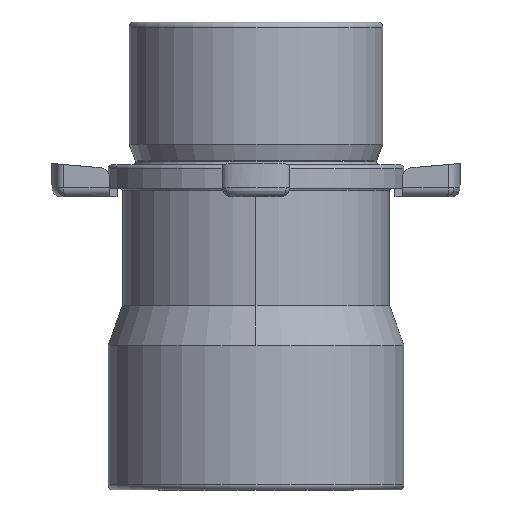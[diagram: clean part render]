
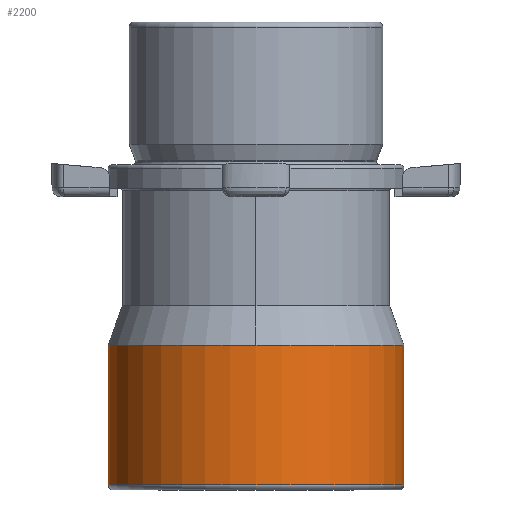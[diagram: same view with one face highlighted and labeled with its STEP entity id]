
A CAD part, left-side view. The second image highlights one B-rep face of the part: STEP entity #2200.
In plain terms, the highlighted cylindrical face has radius 31.492 mm (diameter 62.984 mm), a partial arc.
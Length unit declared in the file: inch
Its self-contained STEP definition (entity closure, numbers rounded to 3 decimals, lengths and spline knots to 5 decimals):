
#69 = VERTEX_POINT ( 'NONE', #6484 ) ;
#104 = EDGE_CURVE ( 'NONE', #5871, #488, #7644, .T. ) ;
#488 = VERTEX_POINT ( 'NONE', #1038 ) ;
#860 = DIRECTION ( 'NONE',  ( 0., -1., 0. ) ) ;
#911 = ORIENTED_EDGE ( 'NONE', *, *, #2545, .T. ) ;
#1038 = CARTESIAN_POINT ( 'NONE',  ( 0., 1.23985, -1.51183 ) ) ;
#1350 = CARTESIAN_POINT ( 'NONE',  ( 0., 0., -1.51183 ) ) ;
#1449 = VECTOR ( 'NONE', #4460, 39.37008 ) ;
#1519 = DIRECTION ( 'NONE',  ( 0., 0., -1. ) ) ;
#1554 = DIRECTION ( 'NONE',  ( -1., 0., 0. ) ) ;
#1648 = DIRECTION ( 'NONE',  ( -1., 0., 0. ) ) ;
#1728 = CARTESIAN_POINT ( 'NONE',  ( 0., -1.23985, -2.6795 ) ) ;
#2047 = AXIS2_PLACEMENT_3D ( 'NONE', #7750, #1519, #1648 ) ;
#2200 = ADVANCED_FACE ( 'NONE', ( #13242 ), #4103, .T. ) ;
#2347 = EDGE_CURVE ( 'NONE', #69, #488, #5529, .T. ) ;
#2545 = EDGE_CURVE ( 'NONE', #10181, #69, #10119, .T. ) ;
#2902 = ORIENTED_EDGE ( 'NONE', *, *, #12877, .T. ) ;
#2923 = CARTESIAN_POINT ( 'NONE',  ( 0., 1.23985, -2.6795 ) ) ;
#3769 = ORIENTED_EDGE ( 'NONE', *, *, #2347, .T. ) ;
#3968 = VERTEX_POINT ( 'NONE', #1728 ) ;
#4103 = CYLINDRICAL_SURFACE ( 'NONE', #11327, 1.23985 ) ;
#4404 = AXIS2_PLACEMENT_3D ( 'NONE', #12310, #8048, #860 ) ;
#4436 = CARTESIAN_POINT ( 'NONE',  ( 0., -1.23985, -1.51183 ) ) ;
#4460 = DIRECTION ( 'NONE',  ( 0., 0., 1. ) ) ;
#4925 = LINE ( 'NONE', #10065, #13191 ) ;
#5175 = CARTESIAN_POINT ( 'NONE',  ( 0., 0., 1.2125 ) ) ;
#5529 = CIRCLE ( 'NONE', #2047, 1.23985 ) ;
#5871 = VERTEX_POINT ( 'NONE', #2923 ) ;
#6484 = CARTESIAN_POINT ( 'NONE',  ( -1.23985, 0., -1.51183 ) ) ;
#7422 = CIRCLE ( 'NONE', #4404, 1.23985 ) ;
#7644 = LINE ( 'NONE', #10474, #1449 ) ;
#7750 = CARTESIAN_POINT ( 'NONE',  ( 0., 0., -1.51183 ) ) ;
#8048 = DIRECTION ( 'NONE',  ( 0., 0., 1. ) ) ;
#8920 = ORIENTED_EDGE ( 'NONE', *, *, #12857, .T. ) ;
#9126 = DIRECTION ( 'NONE',  ( 0., 0., 1. ) ) ;
#10065 = CARTESIAN_POINT ( 'NONE',  ( 0., -1.23985, 1.2125 ) ) ;
#10119 = CIRCLE ( 'NONE', #12677, 1.23985 ) ;
#10181 = VERTEX_POINT ( 'NONE', #4436 ) ;
#10474 = CARTESIAN_POINT ( 'NONE',  ( 0., 1.23985, 1.2125 ) ) ;
#11327 = AXIS2_PLACEMENT_3D ( 'NONE', #5175, #12226, #13175 ) ;
#11675 = DIRECTION ( 'NONE',  ( 0., 0., -1. ) ) ;
#11906 = EDGE_LOOP ( 'NONE', ( #11977, #8920, #2902, #911, #3769 ) ) ;
#11977 = ORIENTED_EDGE ( 'NONE', *, *, #104, .F. ) ;
#12226 = DIRECTION ( 'NONE',  ( 0., 0., 1. ) ) ;
#12310 = CARTESIAN_POINT ( 'NONE',  ( 0., 0., -2.6795 ) ) ;
#12677 = AXIS2_PLACEMENT_3D ( 'NONE', #1350, #11675, #1554 ) ;
#12857 = EDGE_CURVE ( 'NONE', #5871, #3968, #7422, .T. ) ;
#12877 = EDGE_CURVE ( 'NONE', #3968, #10181, #4925, .T. ) ;
#13175 = DIRECTION ( 'NONE',  ( 0., -1., 0. ) ) ;
#13191 = VECTOR ( 'NONE', #9126, 39.37008 ) ;
#13242 = FACE_OUTER_BOUND ( 'NONE', #11906, .T. ) ;
